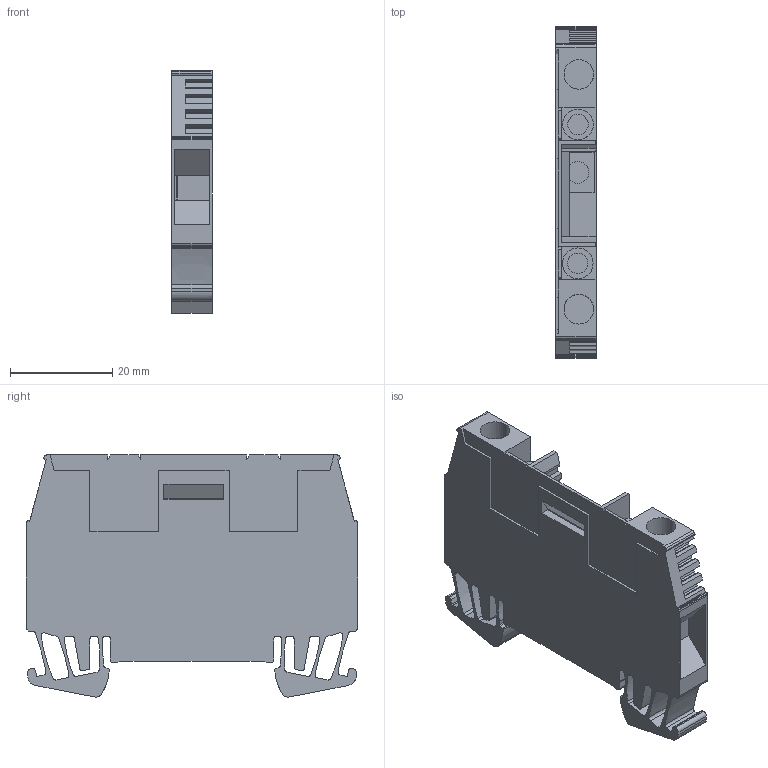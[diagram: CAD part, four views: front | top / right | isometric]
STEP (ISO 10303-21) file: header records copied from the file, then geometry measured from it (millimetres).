
FILE_DESCRIPTION(('CATIA V5 STEP Exchange','CAx-IF Rec.Pracs.--- Model Styling and Organization---1.5--- 2016-08-15','CAx-IF Rec.Pracs.---Supplemental Geometry---1.0---2011-11-01','CAx-IF Rec.Pracs.--- Composite Materials ---1.1---2010-07-15'),'2;1');
FILE_NAME ('D1446695_1_1016900000_1016900000.stp','2024-05-30T08:46:50+00:00',('none'),('Weidmueller'),'CATIA Version 5-6 Release 2022 SP4 HF5','CATIA V5 STEP AP214 v3','none');
FILE_SCHEMA(('AUTOMOTIVE_DESIGN { 1 0 10303 214 1 1 1 1 }'));
Length unit declared in the file: millimetre
Products named in the file (1): 1016900000_WTL_6-1-STB
Bounding box: 7.9 x 65 x 47.45 mm (x, y, z)
Volume: 15530.9 mm3; surface area: 11366.5 mm2
Topology: 1 solids, 3 shells, 399 faces, 1231 edges, 850 vertices
Faces by surface type: plane 293, extrusion 56, cylinder 41, cone 9
Entity records: 14748 total; most frequent: CARTESIAN_POINT 3818, ORIENTED_EDGE 2462, DIRECTION 1677, EDGE_CURVE 1231, VECTOR 1061, LINE 1005, VERTEX_POINT 850, EDGE_LOOP 419
